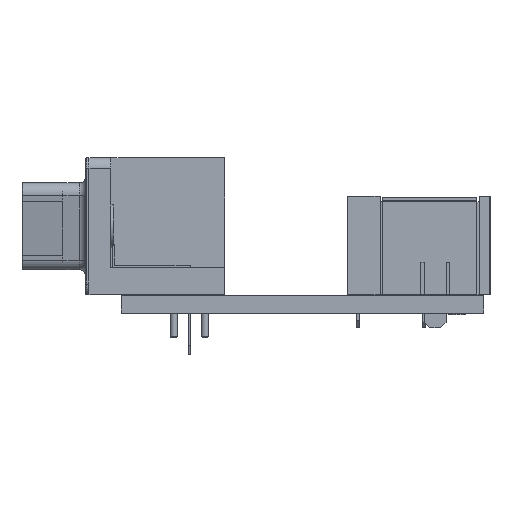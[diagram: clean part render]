
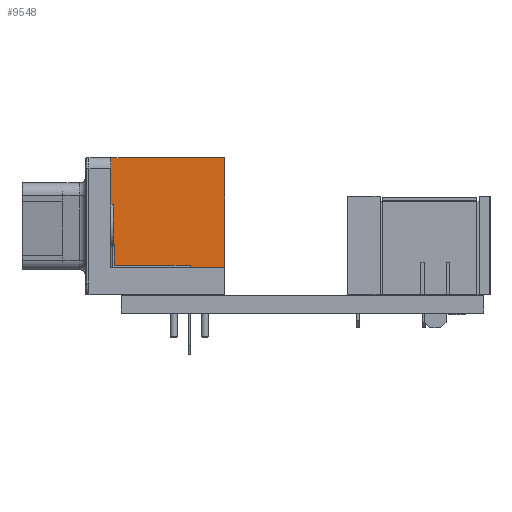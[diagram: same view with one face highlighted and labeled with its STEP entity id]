
A CAD part, left-side view. The second image highlights one B-rep face of the part: STEP entity #9548.
In plain terms, the highlighted face is planar.
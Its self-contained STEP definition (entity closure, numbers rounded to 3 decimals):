
#6880 = PLANE('',#6881);
#6881 = AXIS2_PLACEMENT_3D('',#6882,#6883,#6884);
#6882 = CARTESIAN_POINT('',(43.17,-10.54,12.5));
#6883 = DIRECTION('',(0.,0.,1.));
#6884 = DIRECTION('',(-1.,0.,0.));
#7410 = VERTEX_POINT('',#7411);
#7411 = CARTESIAN_POINT('',(37.67,-8.54,12.5));
#7425 = PLANE('',#7426);
#7426 = AXIS2_PLACEMENT_3D('',#7427,#7428,#7429);
#7427 = CARTESIAN_POINT('',(41.17,-8.54,8.75));
#7428 = DIRECTION('',(0.,-1.,0.));
#7429 = DIRECTION('',(1.,0.,0.));
#7437 = EDGE_CURVE('',#7438,#7410,#7440,.T.);
#7438 = VERTEX_POINT('',#7439);
#7439 = CARTESIAN_POINT('',(37.67,1.8,12.5));
#7440 = SURFACE_CURVE('',#7441,(#7445,#7452),.PCURVE_S1.);
#7441 = LINE('',#7442,#7443);
#7442 = CARTESIAN_POINT('',(37.67,-9.54,12.5));
#7443 = VECTOR('',#7444,1.);
#7444 = DIRECTION('',(0.,-1.,0.));
#7445 = PCURVE('',#6880,#7446);
#7446 = DEFINITIONAL_REPRESENTATION('',(#7447),#7451);
#7447 = LINE('',#7448,#7449);
#7448 = CARTESIAN_POINT('',(5.5,-1.));
#7449 = VECTOR('',#7450,1.);
#7450 = DIRECTION('',(0.,1.));
#7451 = ( GEOMETRIC_REPRESENTATION_CONTEXT(2) 
PARAMETRIC_REPRESENTATION_CONTEXT() REPRESENTATION_CONTEXT('2D SPACE',''
  ) );
#7452 = PCURVE('',#7453,#7458);
#7453 = PLANE('',#7454);
#7454 = AXIS2_PLACEMENT_3D('',#7455,#7456,#7457);
#7455 = CARTESIAN_POINT('',(37.67,-8.54,15.));
#7456 = DIRECTION('',(-1.,0.,0.));
#7457 = DIRECTION('',(-0.,0.,-1.));
#7458 = DEFINITIONAL_REPRESENTATION('',(#7459),#7463);
#7459 = LINE('',#7460,#7461);
#7460 = CARTESIAN_POINT('',(2.5,1.));
#7461 = VECTOR('',#7462,1.);
#7462 = DIRECTION('',(0.,1.));
#7463 = ( GEOMETRIC_REPRESENTATION_CONTEXT(2) 
PARAMETRIC_REPRESENTATION_CONTEXT() REPRESENTATION_CONTEXT('2D SPACE',''
  ) );
#7481 = PLANE('',#7482);
#7482 = AXIS2_PLACEMENT_3D('',#7483,#7484,#7485);
#7483 = CARTESIAN_POINT('',(16.62,1.8,6.25));
#7484 = DIRECTION('',(0.,-1.,0.));
#7485 = DIRECTION('',(1.,0.,0.));
#7768 = PLANE('',#7769);
#7769 = AXIS2_PLACEMENT_3D('',#7770,#7771,#7772);
#7770 = CARTESIAN_POINT('',(37.67,-8.54,2.5));
#7771 = DIRECTION('',(0.,0.,-1.));
#7772 = DIRECTION('',(1.,0.,0.));
#9400 = EDGE_CURVE('',#7410,#9401,#9403,.T.);
#9401 = VERTEX_POINT('',#9402);
#9402 = CARTESIAN_POINT('',(37.67,-8.54,2.5));
#9403 = SURFACE_CURVE('',#9404,(#9408,#9415),.PCURVE_S1.);
#9404 = LINE('',#9405,#9406);
#9405 = CARTESIAN_POINT('',(37.67,-8.54,15.));
#9406 = VECTOR('',#9407,1.);
#9407 = DIRECTION('',(0.,0.,-1.));
#9408 = PCURVE('',#7425,#9409);
#9409 = DEFINITIONAL_REPRESENTATION('',(#9410),#9414);
#9410 = LINE('',#9411,#9412);
#9411 = CARTESIAN_POINT('',(-3.5,6.25));
#9412 = VECTOR('',#9413,1.);
#9413 = DIRECTION('',(0.,-1.));
#9414 = ( GEOMETRIC_REPRESENTATION_CONTEXT(2) 
PARAMETRIC_REPRESENTATION_CONTEXT() REPRESENTATION_CONTEXT('2D SPACE',''
  ) );
#9415 = PCURVE('',#7453,#9416);
#9416 = DEFINITIONAL_REPRESENTATION('',(#9417),#9421);
#9417 = LINE('',#9418,#9419);
#9418 = CARTESIAN_POINT('',(-0.,0.));
#9419 = VECTOR('',#9420,1.);
#9420 = DIRECTION('',(1.,0.));
#9421 = ( GEOMETRIC_REPRESENTATION_CONTEXT(2) 
PARAMETRIC_REPRESENTATION_CONTEXT() REPRESENTATION_CONTEXT('2D SPACE',''
  ) );
#9548 = ADVANCED_FACE('',(#9549),#7453,.F.);
#9549 = FACE_BOUND('',#9550,.F.);
#9550 = EDGE_LOOP('',(#9551,#9552,#9553,#9576));
#9551 = ORIENTED_EDGE('',*,*,#9400,.F.);
#9552 = ORIENTED_EDGE('',*,*,#7437,.F.);
#9553 = ORIENTED_EDGE('',*,*,#9554,.T.);
#9554 = EDGE_CURVE('',#7438,#9555,#9557,.T.);
#9555 = VERTEX_POINT('',#9556);
#9556 = CARTESIAN_POINT('',(37.67,1.8,2.5));
#9557 = SURFACE_CURVE('',#9558,(#9562,#9569),.PCURVE_S1.);
#9558 = LINE('',#9559,#9560);
#9559 = CARTESIAN_POINT('',(37.67,1.8,10.625));
#9560 = VECTOR('',#9561,1.);
#9561 = DIRECTION('',(0.,0.,-1.));
#9562 = PCURVE('',#7453,#9563);
#9563 = DEFINITIONAL_REPRESENTATION('',(#9564),#9568);
#9564 = LINE('',#9565,#9566);
#9565 = CARTESIAN_POINT('',(4.375,-10.34));
#9566 = VECTOR('',#9567,1.);
#9567 = DIRECTION('',(1.,0.));
#9568 = ( GEOMETRIC_REPRESENTATION_CONTEXT(2) 
PARAMETRIC_REPRESENTATION_CONTEXT() REPRESENTATION_CONTEXT('2D SPACE',''
  ) );
#9569 = PCURVE('',#7481,#9570);
#9570 = DEFINITIONAL_REPRESENTATION('',(#9571),#9575);
#9571 = LINE('',#9572,#9573);
#9572 = CARTESIAN_POINT('',(21.05,4.375));
#9573 = VECTOR('',#9574,1.);
#9574 = DIRECTION('',(0.,-1.));
#9575 = ( GEOMETRIC_REPRESENTATION_CONTEXT(2) 
PARAMETRIC_REPRESENTATION_CONTEXT() REPRESENTATION_CONTEXT('2D SPACE',''
  ) );
#9576 = ORIENTED_EDGE('',*,*,#9577,.F.);
#9577 = EDGE_CURVE('',#9401,#9555,#9578,.T.);
#9578 = SURFACE_CURVE('',#9579,(#9583,#9590),.PCURVE_S1.);
#9579 = LINE('',#9580,#9581);
#9580 = CARTESIAN_POINT('',(37.67,-8.54,2.5));
#9581 = VECTOR('',#9582,1.);
#9582 = DIRECTION('',(-0.,1.,0.));
#9583 = PCURVE('',#7453,#9584);
#9584 = DEFINITIONAL_REPRESENTATION('',(#9585),#9589);
#9585 = LINE('',#9586,#9587);
#9586 = CARTESIAN_POINT('',(12.5,0.));
#9587 = VECTOR('',#9588,1.);
#9588 = DIRECTION('',(0.,-1.));
#9589 = ( GEOMETRIC_REPRESENTATION_CONTEXT(2) 
PARAMETRIC_REPRESENTATION_CONTEXT() REPRESENTATION_CONTEXT('2D SPACE',''
  ) );
#9590 = PCURVE('',#7768,#9591);
#9591 = DEFINITIONAL_REPRESENTATION('',(#9592),#9596);
#9592 = LINE('',#9593,#9594);
#9593 = CARTESIAN_POINT('',(0.,0.));
#9594 = VECTOR('',#9595,1.);
#9595 = DIRECTION('',(0.,-1.));
#9596 = ( GEOMETRIC_REPRESENTATION_CONTEXT(2) 
PARAMETRIC_REPRESENTATION_CONTEXT() REPRESENTATION_CONTEXT('2D SPACE',''
  ) );
